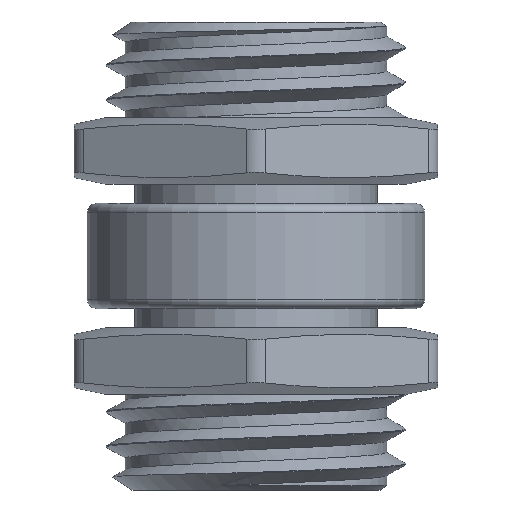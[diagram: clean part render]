
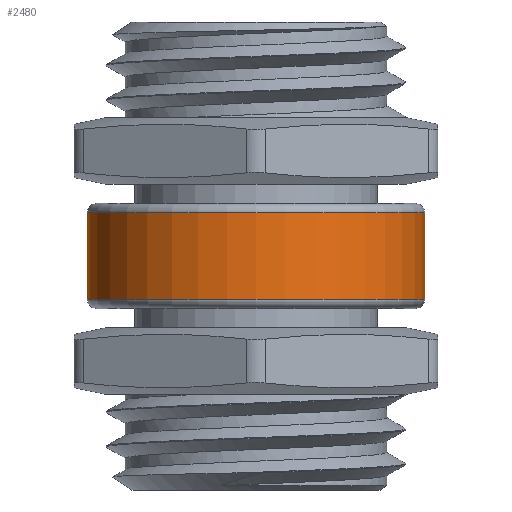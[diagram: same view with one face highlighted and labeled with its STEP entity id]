
A CAD part, front view. The second image highlights one B-rep face of the part: STEP entity #2480.
In plain terms, the highlighted cylindrical face has radius 17.677 mm (diameter 35.355 mm), a full revolution.
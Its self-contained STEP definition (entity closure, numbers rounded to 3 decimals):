
#2424 = EDGE_CURVE('',#2425,#2427,#2429,.T.);
#2425 = VERTEX_POINT('',#2426);
#2426 = CARTESIAN_POINT('',(17.678,0.,28.003));
#2427 = VERTEX_POINT('',#2428);
#2428 = CARTESIAN_POINT('',(0.,-17.678,28.003));
#2429 = CIRCLE('',#2430,17.678);
#2430 = AXIS2_PLACEMENT_3D('',#2431,#2432,#2433);
#2431 = CARTESIAN_POINT('',(0.,0.,28.003));
#2432 = DIRECTION('',(-0.,0.,1.));
#2433 = DIRECTION('',(0.,-1.,0.));
#2435 = EDGE_CURVE('',#2427,#2425,#2436,.T.);
#2436 = CIRCLE('',#2437,17.678);
#2437 = AXIS2_PLACEMENT_3D('',#2438,#2439,#2440);
#2438 = CARTESIAN_POINT('',(0.,0.,28.003));
#2439 = DIRECTION('',(-0.,0.,1.));
#2440 = DIRECTION('',(0.,-1.,0.));
#2480 = ADVANCED_FACE('',(#2481),#2510,.T.);
#2481 = FACE_BOUND('',#2482,.T.);
#2482 = EDGE_LOOP('',(#2483,#2494,#2500,#2501,#2502,#2503));
#2483 = ORIENTED_EDGE('',*,*,#2484,.F.);
#2484 = EDGE_CURVE('',#2485,#2487,#2489,.T.);
#2485 = VERTEX_POINT('',#2486);
#2486 = CARTESIAN_POINT('',(0.,-17.678,18.997));
#2487 = VERTEX_POINT('',#2488);
#2488 = CARTESIAN_POINT('',(17.678,0.,18.997));
#2489 = CIRCLE('',#2490,17.678);
#2490 = AXIS2_PLACEMENT_3D('',#2491,#2492,#2493);
#2491 = CARTESIAN_POINT('',(0.,0.,18.997));
#2492 = DIRECTION('',(0.,0.,-1.));
#2493 = DIRECTION('',(0.,-1.,0.));
#2494 = ORIENTED_EDGE('',*,*,#2495,.T.);
#2495 = EDGE_CURVE('',#2485,#2427,#2496,.T.);
#2496 = LINE('',#2497,#2498);
#2497 = CARTESIAN_POINT('',(0.,-17.678,23.5));
#2498 = VECTOR('',#2499,1.);
#2499 = DIRECTION('',(0.,0.,1.));
#2500 = ORIENTED_EDGE('',*,*,#2424,.F.);
#2501 = ORIENTED_EDGE('',*,*,#2435,.F.);
#2502 = ORIENTED_EDGE('',*,*,#2495,.F.);
#2503 = ORIENTED_EDGE('',*,*,#2504,.F.);
#2504 = EDGE_CURVE('',#2487,#2485,#2505,.T.);
#2505 = CIRCLE('',#2506,17.678);
#2506 = AXIS2_PLACEMENT_3D('',#2507,#2508,#2509);
#2507 = CARTESIAN_POINT('',(0.,0.,18.997));
#2508 = DIRECTION('',(0.,0.,-1.));
#2509 = DIRECTION('',(0.,-1.,0.));
#2510 = CYLINDRICAL_SURFACE('',#2511,17.678);
#2511 = AXIS2_PLACEMENT_3D('',#2512,#2513,#2514);
#2512 = CARTESIAN_POINT('',(0.,0.,23.5));
#2513 = DIRECTION('',(0.,0.,-1.));
#2514 = DIRECTION('',(0.,1.,0.));
